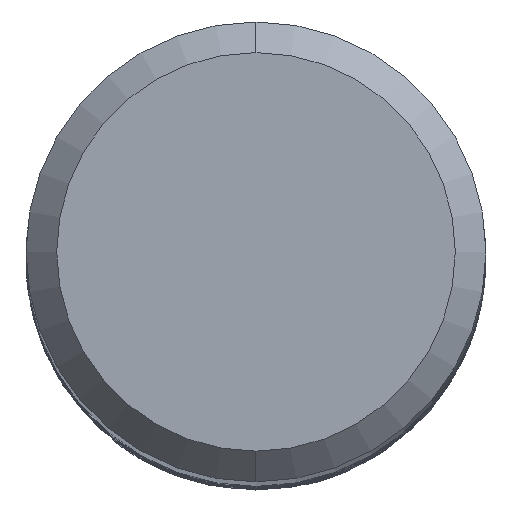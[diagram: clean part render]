
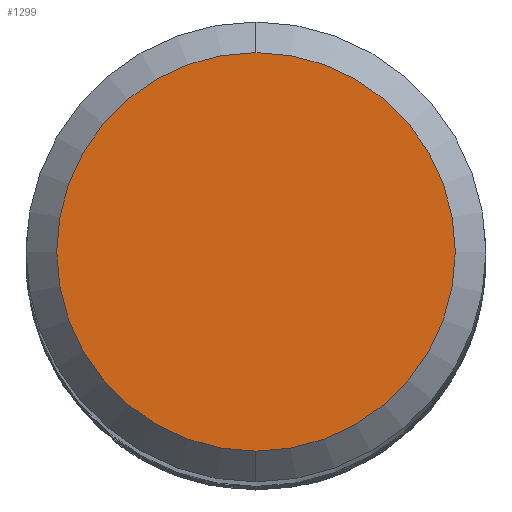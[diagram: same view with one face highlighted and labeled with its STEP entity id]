
A CAD part, top view. The second image highlights one B-rep face of the part: STEP entity #1299.
In plain terms, the highlighted planar face has unit normal (0, 0, 1).
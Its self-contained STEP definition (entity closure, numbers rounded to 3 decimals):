
#1299=ADVANCED_FACE('',(#3688),#3689,.T.);
#1325=EDGE_CURVE('',#3401,#2083,#3717,.T.);
#2083=VERTEX_POINT('',#4543);
#2541=EDGE_CURVE('',#2083,#3401,#5039,.T.);
#3401=VERTEX_POINT('',#5970);
#3688=FACE_OUTER_BOUND('',#6996,.T.);
#3689=PLANE('',#6997);
#3717=CIRCLE('',#7707,2.6);
#4543=CARTESIAN_POINT('',(0.0,2.6,0.0));
#5039=CIRCLE('',#18298,2.6);
#5970=CARTESIAN_POINT('',(0.,-2.6,0.0));
#6996=EDGE_LOOP('',(#30264,#30265));
#6997=AXIS2_PLACEMENT_3D('',#30266,#30267,#30268);
#7707=AXIS2_PLACEMENT_3D('',#30295,#30296,#30297);
#18298=AXIS2_PLACEMENT_3D('',#31728,#31729,#31730);
#30264=ORIENTED_EDGE('',*,*,#2541,.F.);
#30265=ORIENTED_EDGE('',*,*,#1325,.F.);
#30266=CARTESIAN_POINT('',(0.0,1.3,0.0));
#30267=DIRECTION('',(-0.0,0.0,1.0));
#30268=DIRECTION('',(0.0,-1.0,0.0));
#30295=CARTESIAN_POINT('',(0.0,0.0,0.0));
#30296=DIRECTION('',(0.0,0.0,-1.0));
#30297=DIRECTION('',(0.0,1.0,0.0));
#31728=CARTESIAN_POINT('',(0.0,0.0,0.0));
#31729=DIRECTION('',(0.0,0.0,-1.0));
#31730=DIRECTION('',(0.0,1.0,0.0));
